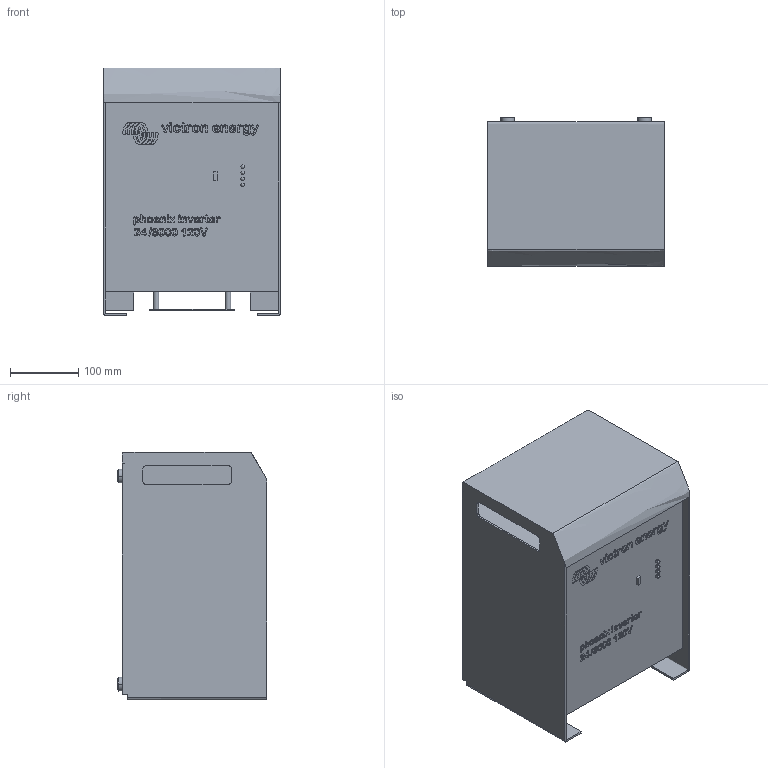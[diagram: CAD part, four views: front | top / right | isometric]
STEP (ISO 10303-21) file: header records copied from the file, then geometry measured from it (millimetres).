
FILE_DESCRIPTION(/* description */ (''),/* implementation_level */ '2;1');
FILE_NAME(/* name */ 'PH12A5~1',/* time_stamp */ '2014-05-23T09:19:36+02:00',/* author */ (''),/* organization */ (''),/* preprocessor_version */ 'ST-DEVELOPER v15',/* originating_system */ '',/* authorisation */ '');
FILE_SCHEMA (('AUTOMOTIVE_DESIGN'));
Length unit declared in the file: millimetre
Products named in the file (1): Document
Bounding box: 258 x 218 x 362 mm (x, y, z)
Volume: 16504365.1 mm3; surface area: 577989.1 mm2
Topology: 10 solids, 60 shells, 163 faces, 831 edges, 730 vertices
Faces by surface type: plane 115, bspline 48
Entity records: 11839 total; most frequent: CARTESIAN_POINT 6990, ORIENTED_EDGE 1094, EDGE_CURVE 823, VERTEX_POINT 730, B_SPLINE_CURVE_WITH_KNOTS 640, EDGE_LOOP 187, ADVANCED_FACE 163, FACE_OUTER_BOUND 163
